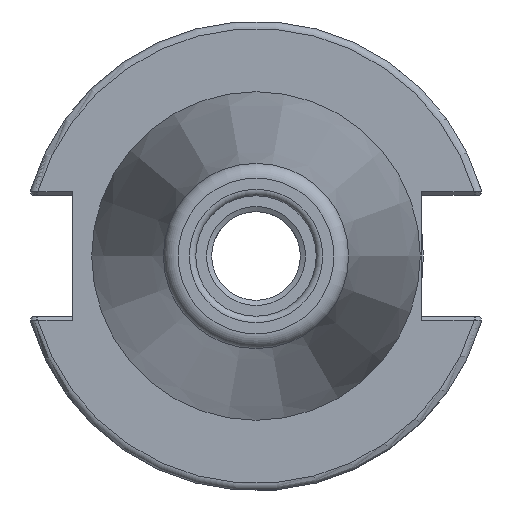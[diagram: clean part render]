
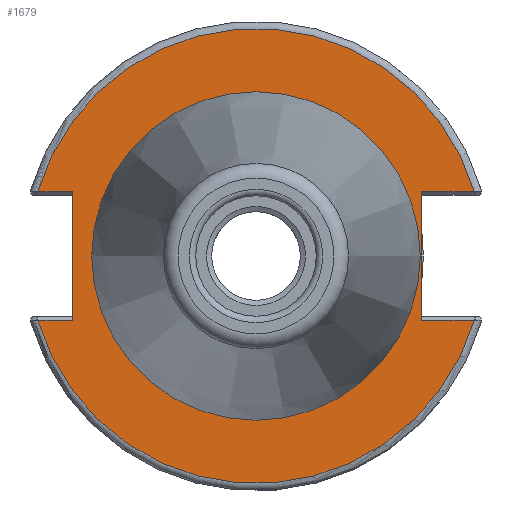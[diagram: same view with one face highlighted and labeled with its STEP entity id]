
A CAD part, left-side view. The second image highlights one B-rep face of the part: STEP entity #1679.
In plain terms, the highlighted planar face has unit normal (-1, 0, 0).
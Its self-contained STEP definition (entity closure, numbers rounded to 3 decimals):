
#15=FACE_BOUND('',#431,.T.);
#94=LINE('',#2664,#198);
#96=LINE('',#2732,#200);
#97=LINE('',#2734,#201);
#98=LINE('',#2738,#202);
#99=LINE('',#2740,#203);
#100=LINE('',#2741,#204);
#198=VECTOR('',#2018,10.);
#200=VECTOR('',#2036,10.);
#201=VECTOR('',#2037,10.);
#202=VECTOR('',#2040,10.);
#203=VECTOR('',#2041,10.);
#204=VECTOR('',#2042,10.);
#292=PLANE('',#1809);
#337=FACE_OUTER_BOUND('',#430,.T.);
#430=EDGE_LOOP('',(#1189,#1190,#1191,#1192,#1193,#1194,#1195,#1196));
#431=EDGE_LOOP('',(#1197,#1198));
#533=CIRCLE('',#1808,30.775);
#534=CIRCLE('',#1810,30.775);
#535=CIRCLE('',#1811,22.225);
#536=CIRCLE('',#1812,22.225);
#691=VERTEX_POINT('',#2657);
#694=VERTEX_POINT('',#2662);
#700=VERTEX_POINT('',#2710);
#702=VERTEX_POINT('',#2731);
#703=VERTEX_POINT('',#2733);
#704=VERTEX_POINT('',#2735);
#705=VERTEX_POINT('',#2737);
#706=VERTEX_POINT('',#2739);
#707=VERTEX_POINT('',#2742);
#708=VERTEX_POINT('',#2743);
#884=EDGE_CURVE('',#694,#691,#94,.T.);
#894=EDGE_CURVE('',#691,#700,#533,.T.);
#897=EDGE_CURVE('',#694,#702,#96,.T.);
#898=EDGE_CURVE('',#703,#702,#97,.T.);
#899=EDGE_CURVE('',#704,#703,#534,.T.);
#900=EDGE_CURVE('',#705,#704,#98,.T.);
#901=EDGE_CURVE('',#705,#706,#99,.T.);
#902=EDGE_CURVE('',#700,#706,#100,.T.);
#903=EDGE_CURVE('',#707,#708,#535,.T.);
#904=EDGE_CURVE('',#708,#707,#536,.T.);
#1189=ORIENTED_EDGE('',*,*,#884,.F.);
#1190=ORIENTED_EDGE('',*,*,#897,.T.);
#1191=ORIENTED_EDGE('',*,*,#898,.F.);
#1192=ORIENTED_EDGE('',*,*,#899,.F.);
#1193=ORIENTED_EDGE('',*,*,#900,.F.);
#1194=ORIENTED_EDGE('',*,*,#901,.T.);
#1195=ORIENTED_EDGE('',*,*,#902,.F.);
#1196=ORIENTED_EDGE('',*,*,#894,.F.);
#1197=ORIENTED_EDGE('',*,*,#903,.T.);
#1198=ORIENTED_EDGE('',*,*,#904,.T.);
#1679=ADVANCED_FACE('',(#337,#15),#292,.T.);
#1808=AXIS2_PLACEMENT_3D('',#2711,#2032,#2033);
#1809=AXIS2_PLACEMENT_3D('',#2730,#2034,#2035);
#1810=AXIS2_PLACEMENT_3D('',#2736,#2038,#2039);
#1811=AXIS2_PLACEMENT_3D('',#2744,#2043,#2044);
#1812=AXIS2_PLACEMENT_3D('',#2745,#2045,#2046);
#2018=DIRECTION('',(0.,-1.,0.));
#2032=DIRECTION('center_axis',(1.,0.,0.));
#2033=DIRECTION('ref_axis',(0.,0.,-1.));
#2034=DIRECTION('center_axis',(-1.,0.,0.));
#2035=DIRECTION('ref_axis',(0.,0.,1.));
#2036=DIRECTION('',(0.,0.,1.));
#2037=DIRECTION('',(0.,1.,0.));
#2038=DIRECTION('center_axis',(1.,0.,0.));
#2039=DIRECTION('ref_axis',(0.,0.,-1.));
#2040=DIRECTION('',(0.,1.,0.));
#2041=DIRECTION('',(0.,0.,-1.));
#2042=DIRECTION('',(0.,-1.,0.));
#2043=DIRECTION('center_axis',(1.,0.,0.));
#2044=DIRECTION('ref_axis',(0.,0.,-1.));
#2045=DIRECTION('center_axis',(1.,0.,0.));
#2046=DIRECTION('ref_axis',(0.,0.,-1.));
#2657=CARTESIAN_POINT('',(3.175,-29.523,-8.69));
#2662=CARTESIAN_POINT('',(3.175,-22.41,-8.69));
#2664=CARTESIAN_POINT('',(3.175,-4.878,-8.69));
#2710=CARTESIAN_POINT('',(3.175,29.523,-8.69));
#2711=CARTESIAN_POINT('Origin',(3.175,0.,
0.));
#2730=CARTESIAN_POINT('Origin',(3.175,30.775,0.));
#2731=CARTESIAN_POINT('',(3.175,-22.41,8.69));
#2732=CARTESIAN_POINT('',(3.175,-22.41,-4.095));
#2733=CARTESIAN_POINT('',(3.175,-29.523,8.69));
#2734=CARTESIAN_POINT('',(3.175,4.182,8.69));
#2735=CARTESIAN_POINT('',(3.175,29.523,8.69));
#2736=CARTESIAN_POINT('Origin',(3.175,0.,
0.));
#2737=CARTESIAN_POINT('',(3.175,24.8,8.69));
#2738=CARTESIAN_POINT('',(3.175,32.958,8.69));
#2739=CARTESIAN_POINT('',(3.175,24.8,-8.69));
#2740=CARTESIAN_POINT('',(3.175,24.8,4.095));
#2741=CARTESIAN_POINT('',(3.175,27.788,-8.69));
#2742=CARTESIAN_POINT('',(3.175,22.225,0.));
#2743=CARTESIAN_POINT('',(3.175,-22.225,0.));
#2744=CARTESIAN_POINT('Origin',(3.175,0.,
0.));
#2745=CARTESIAN_POINT('Origin',(3.175,0.,
0.));
